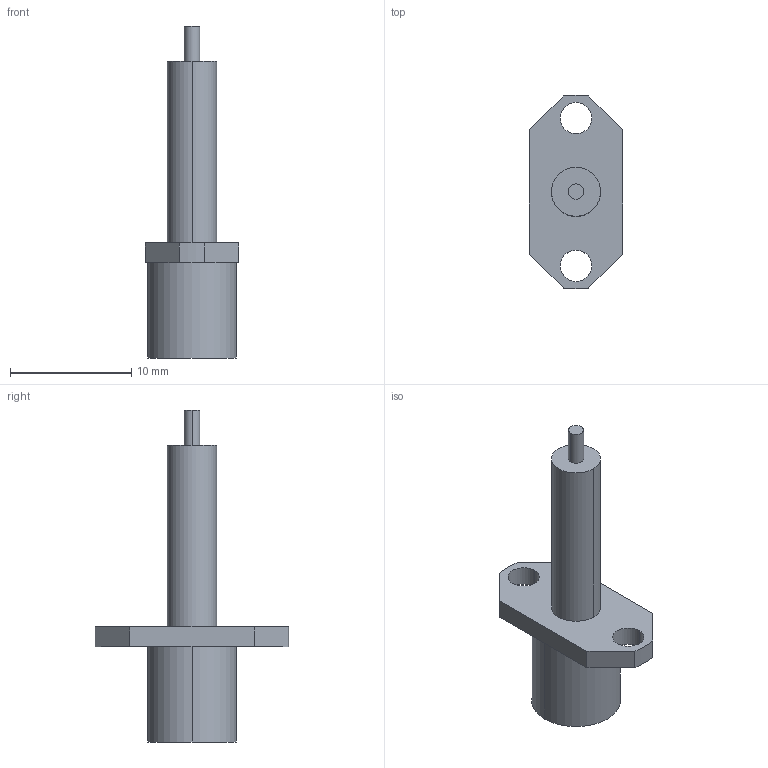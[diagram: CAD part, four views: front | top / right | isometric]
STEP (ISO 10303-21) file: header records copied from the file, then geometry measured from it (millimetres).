
FILE_DESCRIPTION (( 'STEP AP203' ), '1' );
FILE_NAME ('R128.464.701.STEP', '2014-02-18T09:22:38', ( 'adminradiall' ), ( 'Microsoft' ), 'SwSTEP 2.0', 'SolidWorks 2011', '' );
FILE_SCHEMA (( 'CONFIG_CONTROL_DESIGN' ));
Length unit declared in the file: millimetre
Products named in the file (1): R128.464.701
Bounding box: 7.7 x 15.98 x 27.43 mm (x, y, z)
Volume: 599.7 mm3; surface area: 805.7 mm2
Topology: 1 solids, 1 shells, 269 faces, 753 edges, 498 vertices
Faces by surface type: torus 90, cylinder 69, cone 56, plane 54
Entity records: 9379 total; most frequent: CARTESIAN_POINT 2803, ORIENTED_EDGE 1506, DIRECTION 1172, EDGE_CURVE 753, AXIS2_PLACEMENT_3D 511, VERTEX_POINT 498, B_SPLINE_CURVE_WITH_KNOTS 346, EDGE_LOOP 315
